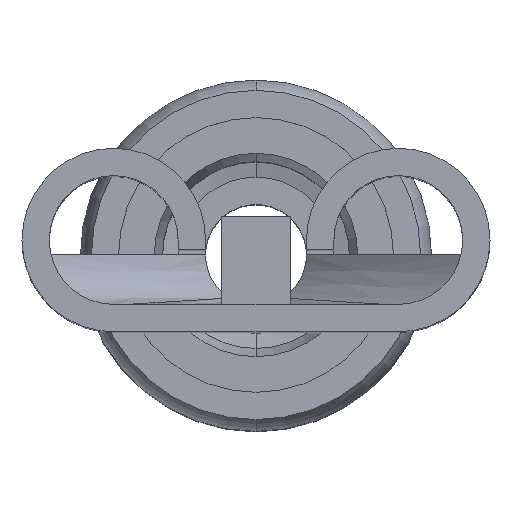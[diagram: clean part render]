
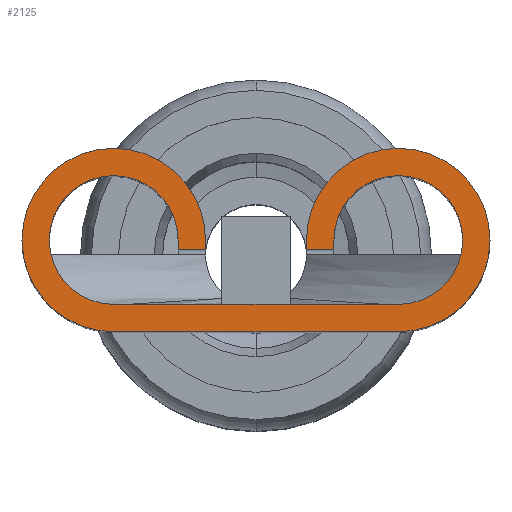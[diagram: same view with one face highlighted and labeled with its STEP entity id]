
A CAD part, top view. The second image highlights one B-rep face of the part: STEP entity #2125.
In plain terms, the highlighted planar face has unit normal (0, 0, 1).
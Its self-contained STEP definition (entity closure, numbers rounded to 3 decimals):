
#1192=DIRECTION('',(-1.,0.,0.));
#1193=VECTOR('',#1192,4.648);
#1194=CARTESIAN_POINT('',(2.324,0.447,0.));
#1195=LINE('',#1194,#1193);
#1196=CARTESIAN_POINT('',(2.324,1.499,0.));
#1197=DIRECTION('',(0.,0.,-1.));
#1198=DIRECTION('',(-1.,0.,0.));
#1199=AXIS2_PLACEMENT_3D('',#1196,#1197,#1198);
#1201=DIRECTION('',(0.,1.,0.));
#1202=VECTOR('',#1201,0.163);
#1203=CARTESIAN_POINT('',(1.273,1.336,0.));
#1204=LINE('',#1203,#1202);
#1205=DIRECTION('',(1.,0.,0.));
#1206=VECTOR('',#1205,0.447);
#1207=CARTESIAN_POINT('',(0.826,1.336,0.));
#1208=LINE('',#1207,#1206);
#1209=DIRECTION('',(0.,-1.,0.));
#1210=VECTOR('',#1209,0.163);
#1211=CARTESIAN_POINT('',(0.826,1.499,0.));
#1212=LINE('',#1211,#1210);
#1213=CARTESIAN_POINT('',(2.324,1.499,0.));
#1214=DIRECTION('',(0.,0.,1.));
#1215=DIRECTION('',(0.,-1.,0.));
#1216=AXIS2_PLACEMENT_3D('',#1213,#1214,#1215);
#1218=DIRECTION('',(1.,0.,0.));
#1219=VECTOR('',#1218,4.648);
#1220=CARTESIAN_POINT('',(-2.324,0.,0.));
#1221=LINE('',#1220,#1219);
#1222=CARTESIAN_POINT('',(-2.324,1.499,0.));
#1223=DIRECTION('',(0.,0.,1.));
#1224=DIRECTION('',(1.,0.,0.));
#1225=AXIS2_PLACEMENT_3D('',#1222,#1223,#1224);
#1227=DIRECTION('',(0.,1.,0.));
#1228=VECTOR('',#1227,0.163);
#1229=CARTESIAN_POINT('',(-0.826,1.336,0.));
#1230=LINE('',#1229,#1228);
#1231=DIRECTION('',(1.,0.,0.));
#1232=VECTOR('',#1231,0.447);
#1233=CARTESIAN_POINT('',(-1.273,1.336,0.));
#1234=LINE('',#1233,#1232);
#1235=DIRECTION('',(0.,-1.,0.));
#1236=VECTOR('',#1235,0.163);
#1237=CARTESIAN_POINT('',(-1.273,1.499,0.));
#1238=LINE('',#1237,#1236);
#1239=CARTESIAN_POINT('',(-2.324,1.499,0.));
#1240=DIRECTION('',(0.,0.,-1.));
#1241=DIRECTION('',(0.,-1.,0.));
#1242=AXIS2_PLACEMENT_3D('',#1239,#1240,#1241);
#1302=CARTESIAN_POINT('',(2.324,0.,0.));
#1303=CARTESIAN_POINT('',(0.826,1.499,0.));
#1304=VERTEX_POINT('',#1302);
#1305=VERTEX_POINT('',#1303);
#1306=CARTESIAN_POINT('',(1.273,1.499,0.));
#1307=CARTESIAN_POINT('',(2.324,0.447,0.));
#1308=VERTEX_POINT('',#1306);
#1309=VERTEX_POINT('',#1307);
#1310=CARTESIAN_POINT('',(-2.324,0.447,0.));
#1311=CARTESIAN_POINT('',(-1.273,1.499,0.));
#1312=VERTEX_POINT('',#1310);
#1313=VERTEX_POINT('',#1311);
#1314=CARTESIAN_POINT('',(-0.826,1.499,0.));
#1315=CARTESIAN_POINT('',(-2.324,0.,0.));
#1316=VERTEX_POINT('',#1314);
#1317=VERTEX_POINT('',#1315);
#1334=CARTESIAN_POINT('',(0.826,1.336,0.));
#1335=CARTESIAN_POINT('',(1.273,1.336,0.));
#1336=VERTEX_POINT('',#1334);
#1337=VERTEX_POINT('',#1335);
#1338=CARTESIAN_POINT('',(-1.273,1.336,0.));
#1339=CARTESIAN_POINT('',(-0.826,1.336,0.));
#1340=VERTEX_POINT('',#1338);
#1341=VERTEX_POINT('',#1339);
#2101=CARTESIAN_POINT('',(0.,0.,0.));
#2102=DIRECTION('',(0.,0.,1.));
#2103=DIRECTION('',(1.,0.,0.));
#2104=AXIS2_PLACEMENT_3D('',#2101,#2102,#2103);
#2105=PLANE('',#2104);
#2106=ORIENTED_EDGE('',*,*,#1744,.F.);
#2107=ORIENTED_EDGE('',*,*,#1729,.F.);
#2109=ORIENTED_EDGE('',*,*,#2108,.F.);
#2111=ORIENTED_EDGE('',*,*,#2110,.F.);
#2113=ORIENTED_EDGE('',*,*,#2112,.F.);
#2114=ORIENTED_EDGE('',*,*,#1815,.F.);
#2115=ORIENTED_EDGE('',*,*,#1831,.F.);
#2116=ORIENTED_EDGE('',*,*,#1848,.F.);
#2117=ORIENTED_EDGE('',*,*,#2092,.F.);
#2119=ORIENTED_EDGE('',*,*,#2118,.F.);
#2121=ORIENTED_EDGE('',*,*,#2120,.F.);
#2122=ORIENTED_EDGE('',*,*,#1761,.F.);
#2123=EDGE_LOOP('',(#2106,#2107,#2109,#2111,#2113,#2114,#2115,#2116,#2117,#2119,
#2121,#2122));
#2124=FACE_OUTER_BOUND('',#2123,.F.);
#2125=ADVANCED_FACE('',(#2124),#2105,.T.);
#1200=CIRCLE('',#1199,1.052);
#1217=CIRCLE('',#1216,1.499);
#1226=CIRCLE('',#1225,1.499);
#1243=CIRCLE('',#1242,1.052);
#1729=EDGE_CURVE('',#1308,#1309,#1200,.T.);
#1744=EDGE_CURVE('',#1309,#1312,#1195,.T.);
#1761=EDGE_CURVE('',#1312,#1313,#1243,.T.);
#1815=EDGE_CURVE('',#1304,#1305,#1217,.T.);
#1831=EDGE_CURVE('',#1317,#1304,#1221,.T.);
#1848=EDGE_CURVE('',#1316,#1317,#1226,.T.);
#2092=EDGE_CURVE('',#1341,#1316,#1230,.T.);
#2108=EDGE_CURVE('',#1337,#1308,#1204,.T.);
#2110=EDGE_CURVE('',#1336,#1337,#1208,.T.);
#2112=EDGE_CURVE('',#1305,#1336,#1212,.T.);
#2118=EDGE_CURVE('',#1340,#1341,#1234,.T.);
#2120=EDGE_CURVE('',#1313,#1340,#1238,.T.);
